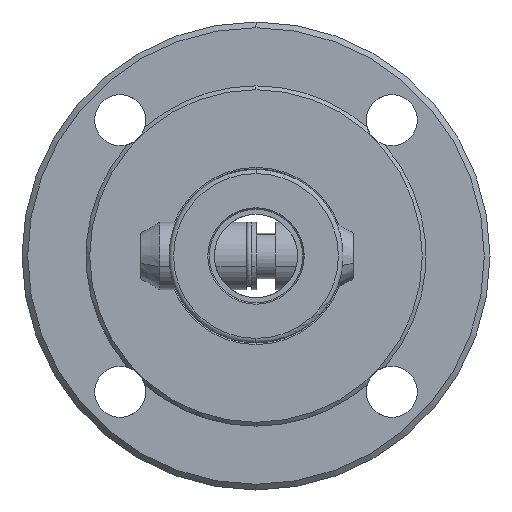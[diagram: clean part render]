
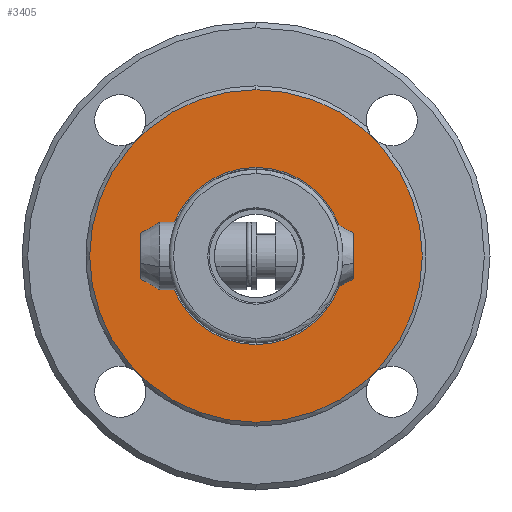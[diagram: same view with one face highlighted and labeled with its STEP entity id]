
A CAD part, left-side view. The second image highlights one B-rep face of the part: STEP entity #3405.
In plain terms, the highlighted planar face has unit normal (-1, 0, 0).
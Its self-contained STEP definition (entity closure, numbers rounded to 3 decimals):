
#209 = AXIS2_PLACEMENT_3D ( 'NONE', #3577, #3651, #3640 ) ;
#691 = CARTESIAN_POINT ( 'NONE',  ( 50., 0., 0. ) ) ;
#692 = DIRECTION ( 'NONE',  ( -1., 0., 0. ) ) ;
#693 = DIRECTION ( 'NONE',  ( 0., 0., 1. ) ) ;
#698 = CARTESIAN_POINT ( 'NONE',  ( 50., 0., 0. ) ) ;
#706 = DIRECTION ( 'NONE',  ( -1., 0., 0. ) ) ;
#707 = DIRECTION ( 'NONE',  ( 0., 0., 1. ) ) ;
#913 = CARTESIAN_POINT ( 'NONE',  ( 50., 0., 0. ) ) ;
#969 = DIRECTION ( 'NONE',  ( -1., 0., 0. ) ) ;
#970 = DIRECTION ( 'NONE',  ( 0., 0., 1. ) ) ;
#1052 = CARTESIAN_POINT ( 'NONE',  ( 50., 0., 0. ) ) ;
#1053 = DIRECTION ( 'NONE',  ( -1., 0., 0. ) ) ;
#1054 = DIRECTION ( 'NONE',  ( 0., 0., 1. ) ) ;
#1340 = ORIENTED_EDGE ( 'NONE', *, *, #5236, .F. ) ;
#1341 = ORIENTED_EDGE ( 'NONE', *, *, #5171, .F. ) ;
#1342 = ORIENTED_EDGE ( 'NONE', *, *, #5227, .T. ) ;
#1343 = ORIENTED_EDGE ( 'NONE', *, *, #5176, .T. ) ;
#1799 = CIRCLE ( 'NONE', #4486, 23.432 ) ;
#1806 = CIRCLE ( 'NONE', #4494, 44. ) ;
#1862 = CIRCLE ( 'NONE', #4514, 44. ) ;
#1871 = CIRCLE ( 'NONE', #4523, 23.432 ) ;
#3405 = ADVANCED_FACE ( 'NONE', ( #4078, #4081 ), #3576, .F. ) ;
#3450 = CARTESIAN_POINT ( 'NONE',  ( 50., 0., 23.432 ) ) ;
#3456 = CARTESIAN_POINT ( 'NONE',  ( 50., 0., -44. ) ) ;
#3491 = CARTESIAN_POINT ( 'NONE',  ( 50., 0., -23.432 ) ) ;
#3576 = PLANE ( 'NONE',  #209 ) ;
#3577 = CARTESIAN_POINT ( 'NONE',  ( 50., 23.432, 0. ) ) ;
#3640 = DIRECTION ( 'NONE',  ( 0., 0., -1. ) ) ;
#3651 = DIRECTION ( 'NONE',  ( 1., 0., 0. ) ) ;
#3740 = EDGE_LOOP ( 'NONE', ( #1340, #1341 ) ) ;
#3752 = EDGE_LOOP ( 'NONE', ( #1342, #1343 ) ) ;
#4078 = FACE_BOUND ( 'NONE', #3740, .T. ) ;
#4081 = FACE_OUTER_BOUND ( 'NONE', #3752, .T. ) ;
#4309 = VERTEX_POINT ( 'NONE', #3456 ) ;
#4328 = VERTEX_POINT ( 'NONE', #3491 ) ;
#4336 = VERTEX_POINT ( 'NONE', #3450 ) ;
#4400 = VERTEX_POINT ( 'NONE', #4879 ) ;
#4486 = AXIS2_PLACEMENT_3D ( 'NONE', #691, #692, #693 ) ;
#4494 = AXIS2_PLACEMENT_3D ( 'NONE', #698, #706, #707 ) ;
#4514 = AXIS2_PLACEMENT_3D ( 'NONE', #913, #969, #970 ) ;
#4523 = AXIS2_PLACEMENT_3D ( 'NONE', #1052, #1053, #1054 ) ;
#4879 = CARTESIAN_POINT ( 'NONE',  ( 50., 0., 44. ) ) ;
#5171 = EDGE_CURVE ( 'NONE', #4328, #4336, #1799, .T. ) ;
#5176 = EDGE_CURVE ( 'NONE', #4400, #4309, #1806, .T. ) ;
#5227 = EDGE_CURVE ( 'NONE', #4309, #4400, #1862, .T. ) ;
#5236 = EDGE_CURVE ( 'NONE', #4336, #4328, #1871, .T. ) ;
